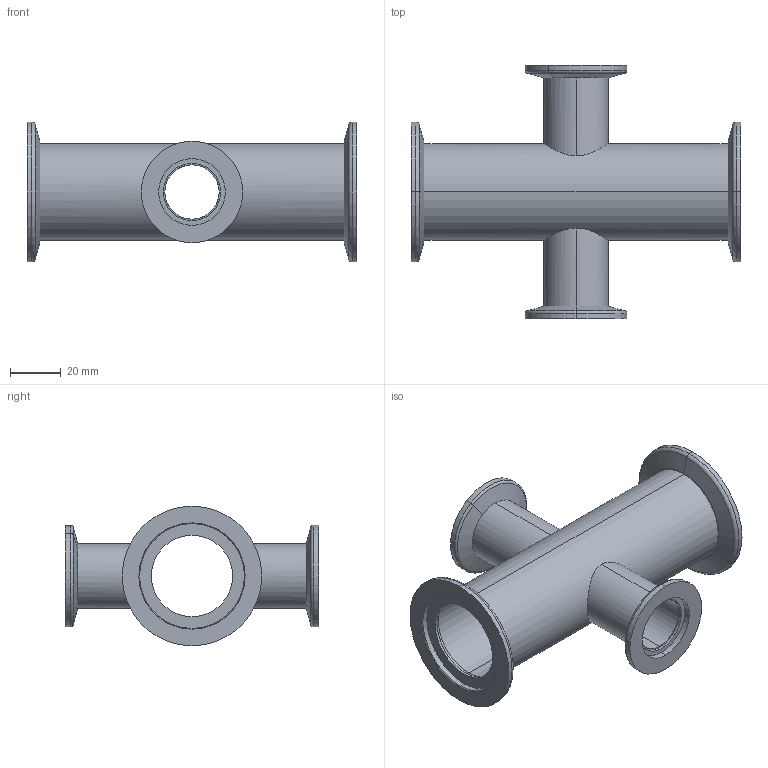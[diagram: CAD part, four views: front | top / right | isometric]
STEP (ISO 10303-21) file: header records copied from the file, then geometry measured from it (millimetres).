
FILE_DESCRIPTION (( 'STEP AP214' ), '1' );
FILE_NAME ('Hositrad_KX4R-40-25.STEP', '2015-11-19T15:23:26', ( '' ), ( '' ), 'SwSTEP 2.0', 'SolidWorks 2015', '' );
FILE_SCHEMA (( 'AUTOMOTIVE_DESIGN' ));
Length unit declared in the file: millimetre
Products named in the file (4): KF25-WS; KF40-38WS_KF40-33,6; Reducer-X-all_40-25; Hositrad_KX4R-40-25
Assembly tree (5 placements, depth 2):
  Hositrad_KX4R-40-25
    Reducer-X-all_40-25
    KF40-38WS_KF40-33,6  x2
    KF25-WS  x2
Bounding box: 130 x 100 x 55 mm (x, y, z)
Volume: 51268.2 mm3; surface area: 49116.2 mm2
Topology: 5 solids, 5 shells, 86 faces, 180 edges, 112 vertices
Faces by surface type: cylinder 44, plane 18, cone 12, torus 8, bspline 4
Entity records: 2825 total; most frequent: CARTESIAN_POINT 1474, DIRECTION 276, ORIENTED_EDGE 228, AXIS2_PLACEMENT_3D 121, EDGE_CURVE 114, VERTEX_POINT 72, EDGE_LOOP 68, CIRCLE 64
